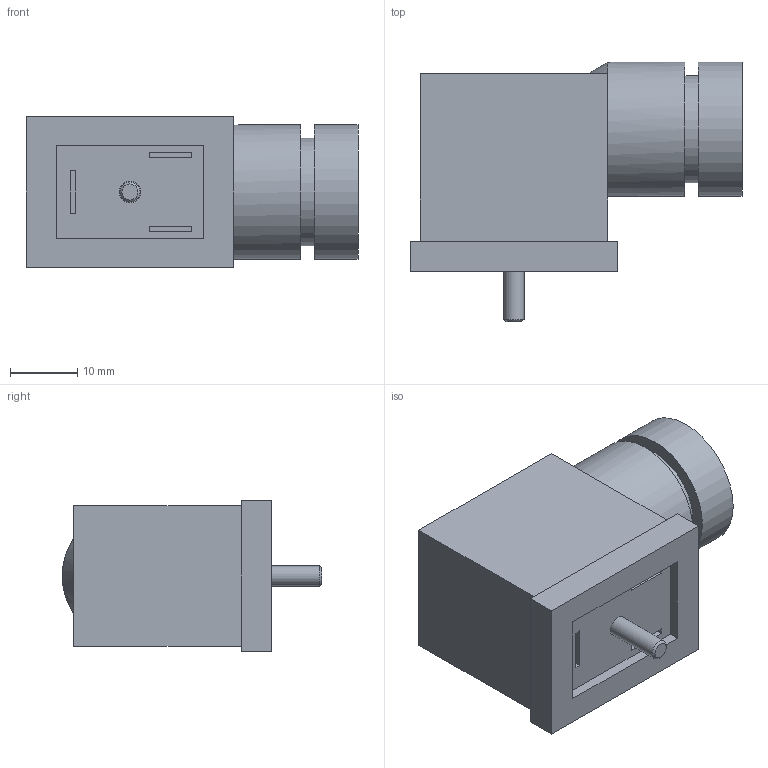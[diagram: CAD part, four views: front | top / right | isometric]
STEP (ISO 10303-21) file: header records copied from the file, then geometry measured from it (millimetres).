
FILE_DESCRIPTION(/* description */ ('Alibre Inc.'),/* implementation_level */ '2;1');
FILE_NAME(/* name */ 'export-4CD2731A-EC81-4A4D-879C-77897BCD8F74',/* time_stamp */ '2019-04-25T17:33:55+02:00',/* author */ (''),/* organization */ (''),/* preprocessor_version */ 'ST-DEVELOPER v17',/* originating_system */ 'Alibre',/* authorisation */ '');
FILE_SCHEMA (('AUTOMOTIVE_DESIGN'));
Length unit declared in the file: millimetre
Bounding box: 49.5 x 38.7 x 22.5 mm (x, y, z)
Volume: 21838.2 mm3; surface area: 7585.8 mm2
Topology: 1 solids, 1 shells, 62 faces, 141 edges, 93 vertices
Faces by surface type: plane 51, cylinder 8, cone 2, torus 1
Full cylindrical faces by diameter (mm): 3 x1, 3.2 x1, 5.6 x1, 7 x1, 9 x1, 16 x1, 20 x2
Entity records: 1812 total; most frequent: CARTESIAN_POINT 435, ORIENTED_EDGE 256, DIRECTION 207, EDGE_CURVE 128, VECTOR 97, LINE 97, VERTEX_POINT 90, EDGE_LOOP 84
